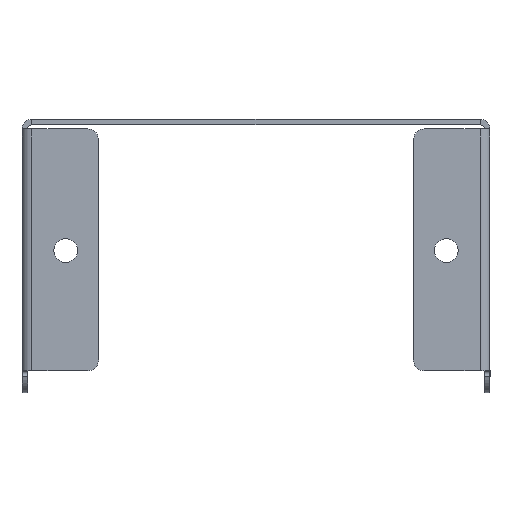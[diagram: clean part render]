
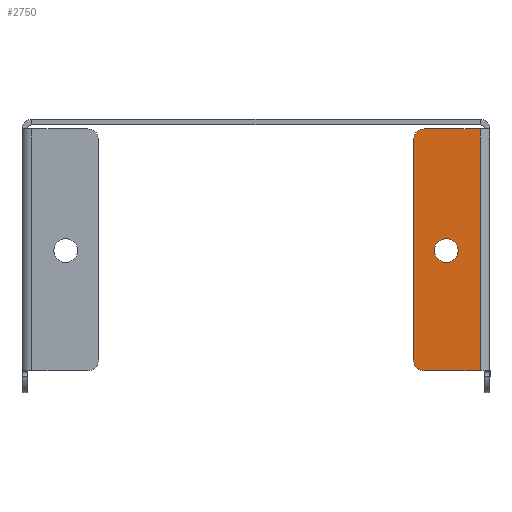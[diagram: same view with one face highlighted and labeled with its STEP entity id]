
A CAD part, left-side view. The second image highlights one B-rep face of the part: STEP entity #2750.
In plain terms, the highlighted planar face has unit normal (-1, 0, 0).
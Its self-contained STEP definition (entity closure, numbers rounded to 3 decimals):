
#20=FACE_BOUND('',#375,.T.);
#114=PLANE('',#2945);
#220=FACE_OUTER_BOUND('',#374,.T.);
#374=EDGE_LOOP('',(#2025,#2026,#2027,#2028,#2029,#2030));
#375=EDGE_LOOP('',(#2031));
#582=LINE('',#4026,#857);
#588=LINE('',#4042,#863);
#619=LINE('',#4131,#894);
#621=LINE('',#4138,#896);
#857=VECTOR('',#3216,10.);
#863=VECTOR('',#3232,10.);
#894=VECTOR('',#3321,10.);
#896=VECTOR('',#3329,1.211);
#1119=CIRCLE('',#2888,2.18);
#1125=CIRCLE('',#2900,2.);
#1128=CIRCLE('',#2906,2.);
#1237=VERTEX_POINT('',#3976);
#1250=VERTEX_POINT('',#4013);
#1251=VERTEX_POINT('',#4014);
#1255=VERTEX_POINT('',#4024);
#1259=VERTEX_POINT('',#4036);
#1260=VERTEX_POINT('',#4040);
#1289=VERTEX_POINT('',#4130);
#1486=EDGE_CURVE('',#1237,#1237,#1119,.T.);
#1504=EDGE_CURVE('',#1250,#1251,#1125,.T.);
#1510=EDGE_CURVE('',#1250,#1255,#582,.T.);
#1515=EDGE_CURVE('',#1259,#1255,#1128,.T.);
#1518=EDGE_CURVE('',#1259,#1260,#588,.T.);
#1561=EDGE_CURVE('',#1260,#1289,#619,.T.);
#1565=EDGE_CURVE('',#1289,#1251,#621,.T.);
#2025=ORIENTED_EDGE('',*,*,#1504,.F.);
#2026=ORIENTED_EDGE('',*,*,#1510,.T.);
#2027=ORIENTED_EDGE('',*,*,#1515,.F.);
#2028=ORIENTED_EDGE('',*,*,#1518,.T.);
#2029=ORIENTED_EDGE('',*,*,#1561,.T.);
#2030=ORIENTED_EDGE('',*,*,#1565,.T.);
#2031=ORIENTED_EDGE('',*,*,#1486,.T.);
#2750=ADVANCED_FACE('',(#220,#20),#114,.T.);
#2888=AXIS2_PLACEMENT_3D('',#3977,#3170,#3171);
#2900=AXIS2_PLACEMENT_3D('',#4015,#3206,#3207);
#2906=AXIS2_PLACEMENT_3D('',#4037,#3226,#3227);
#2945=AXIS2_PLACEMENT_3D('',#4150,#3344,#3345);
#3170=DIRECTION('center_axis',(1.,0.,0.));
#3171=DIRECTION('ref_axis',(0.,-1.,0.));
#3206=DIRECTION('center_axis',(1.,0.,0.));
#3207=DIRECTION('ref_axis',(0.,0.707,0.707));
#3216=DIRECTION('',(0.,0.,-1.));
#3226=DIRECTION('center_axis',(1.,0.,0.));
#3227=DIRECTION('ref_axis',(0.,0.707,-0.707));
#3232=DIRECTION('',(0.,-1.,0.));
#3321=DIRECTION('',(0.,0.,1.));
#3329=DIRECTION('',(0.,1.,0.));
#3344=DIRECTION('center_axis',(-1.,0.,0.));
#3345=DIRECTION('ref_axis',(0.,0.,
-1.));
#3976=CARTESIAN_POINT('',(0.,9.16,-22.98));
#3977=CARTESIAN_POINT('Origin',(0.,6.98,-22.98));
#4013=CARTESIAN_POINT('',(0.,12.98,-2.762));
#4014=CARTESIAN_POINT('',(0.,10.98,-0.762));
#4015=CARTESIAN_POINT('Origin',(0.,10.98,-2.762));
#4024=CARTESIAN_POINT('',(0.,12.98,-42.98));
#4026=CARTESIAN_POINT('',(0.,12.98,-44.98));
#4036=CARTESIAN_POINT('',(0.,10.98,-44.98));
#4037=CARTESIAN_POINT('Origin',(0.,10.98,
-42.98));
#4040=CARTESIAN_POINT('',(0.,0.762,-44.98));
#4042=CARTESIAN_POINT('',(0.,0.762,-44.98));
#4130=CARTESIAN_POINT('',(0.,0.762,-0.762));
#4131=CARTESIAN_POINT('',(0.,0.762,-22.871));
#4138=CARTESIAN_POINT('',(0.,-3.042,-0.762));
#4150=CARTESIAN_POINT('Origin',(0.,5.92,-22.871));
